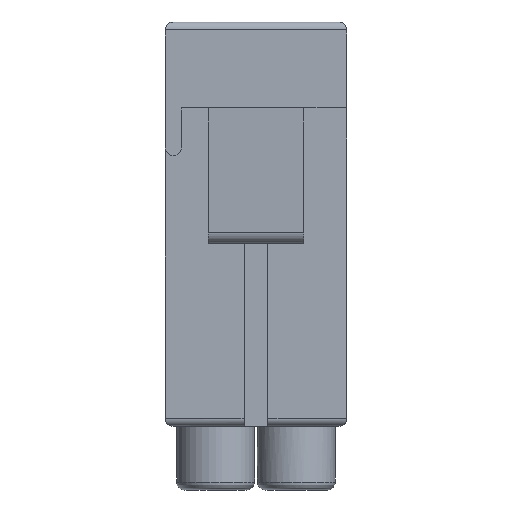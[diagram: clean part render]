
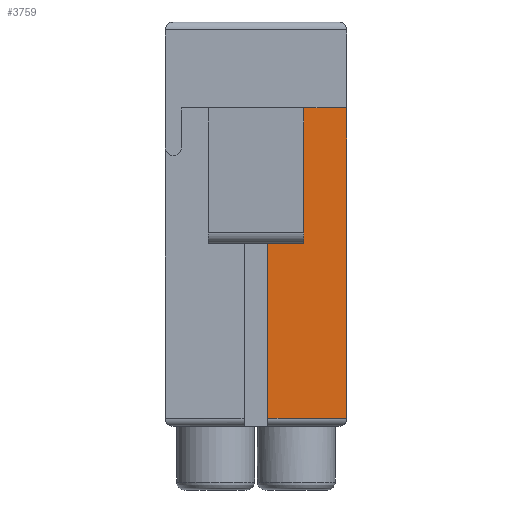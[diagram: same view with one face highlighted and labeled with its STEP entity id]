
A CAD part, left-side view. The second image highlights one B-rep face of the part: STEP entity #3759.
In plain terms, the highlighted planar face has unit normal (-1, 0, 0).
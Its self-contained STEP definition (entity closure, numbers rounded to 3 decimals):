
#3141=FACE_OUTER_BOUND('',#7210,.T.);
#3759=ADVANCED_FACE('',(#3141),#4368,.T.);
#4368=PLANE('',#14086);
#4880=LINE('',#17249,#5750);
#4992=LINE('',#17877,#5871);
#5081=LINE('',#18091,#5960);
#5117=LINE('',#19812,#5996);
#5118=LINE('',#19813,#5997);
#5119=LINE('',#19815,#5998);
#5750=VECTOR('',#14693,1.);
#5871=VECTOR('',#15164,1.);
#5960=VECTOR('',#15341,1.);
#5996=VECTOR('',#15413,1.);
#5997=VECTOR('',#15414,1.);
#5998=VECTOR('',#15415,1.);
#7210=EDGE_LOOP('',(#8702,#8703,#8704,#8705,#8706,#8707));
#8702=ORIENTED_EDGE('',*,*,#12760,.T.);
#8703=ORIENTED_EDGE('',*,*,#12194,.T.);
#8704=ORIENTED_EDGE('',*,*,#12761,.T.);
#8705=ORIENTED_EDGE('',*,*,#12762,.T.);
#8706=ORIENTED_EDGE('',*,*,#12494,.T.);
#8707=ORIENTED_EDGE('',*,*,#12391,.T.);
#11107=VERTEX_POINT('',#17248);
#11108=VERTEX_POINT('',#17250);
#11258=VERTEX_POINT('',#17875);
#11260=VERTEX_POINT('',#17878);
#11323=VERTEX_POINT('',#18087);
#11590=VERTEX_POINT('',#19814);
#12194=EDGE_CURVE('',#11108,#11107,#4880,.T.);
#12391=EDGE_CURVE('',#11260,#11258,#4992,.T.);
#12494=EDGE_CURVE('',#11323,#11260,#5081,.T.);
#12760=EDGE_CURVE('',#11258,#11108,#5117,.T.);
#12761=EDGE_CURVE('',#11107,#11590,#5118,.T.);
#12762=EDGE_CURVE('',#11590,#11323,#5119,.T.);
#14086=AXIS2_PLACEMENT_3D('',#19816,#15416,#15417);
#14693=DIRECTION('',(0.,1.,0.));
#15164=DIRECTION('',(0.,1.,0.));
#15341=DIRECTION('',(0.,0.,1.));
#15413=DIRECTION('',(0.,0.,1.));
#15414=DIRECTION('',(0.,0.,-1.));
#15415=DIRECTION('',(0.,-1.,0.));
#15416=DIRECTION('',(-1.,0.,0.));
#15417=DIRECTION('',(0.,-1.,0.));
#17248=CARTESIAN_POINT('',(48.027,-37.797,38.9));
#17249=CARTESIAN_POINT('',(48.027,-40.247,38.9));
#17250=CARTESIAN_POINT('',(48.027,-40.322,38.9));
#17875=CARTESIAN_POINT('',(48.027,-40.322,33.5));
#17877=CARTESIAN_POINT('',(48.027,-42.747,33.5));
#17878=CARTESIAN_POINT('',(48.027,-42.747,33.5));
#18087=CARTESIAN_POINT('',(48.027,-42.747,14.));
#18091=CARTESIAN_POINT('',(48.027,-42.747,14.));
#19812=CARTESIAN_POINT('',(48.027,-40.322,33.5));
#19813=CARTESIAN_POINT('',(48.027,-37.797,38.9));
#19814=CARTESIAN_POINT('',(48.027,-37.797,14.));
#19815=CARTESIAN_POINT('',(48.027,-37.797,14.));
#19816=CARTESIAN_POINT('',(48.027,-31.247,13.4));
